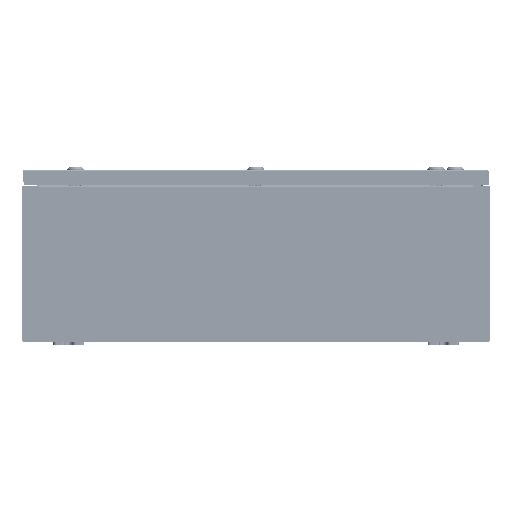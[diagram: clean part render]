
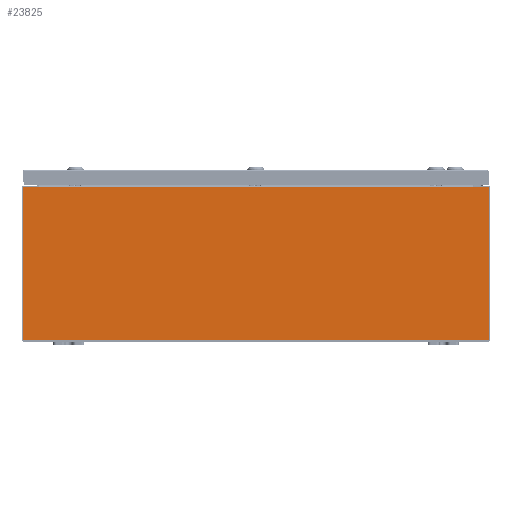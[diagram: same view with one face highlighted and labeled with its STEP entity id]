
A CAD part, front view. The second image highlights one B-rep face of the part: STEP entity #23825.
In plain terms, the highlighted face is planar.
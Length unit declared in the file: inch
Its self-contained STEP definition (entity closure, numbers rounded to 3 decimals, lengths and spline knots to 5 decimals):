
#878 = EDGE_CURVE ( 'NONE', #53011, #52316, #9885, .T. ) ;
#994 = DIRECTION ( 'NONE',  ( 0., 0., -1. ) ) ;
#1233 = DIRECTION ( 'NONE',  ( 0., 0., 1. ) ) ;
#3699 = PLANE ( 'NONE',  #61738 ) ;
#3902 = DIRECTION ( 'NONE',  ( 0., 0., -1. ) ) ;
#6010 = EDGE_CURVE ( 'NONE', #61993, #12952, #23175, .T. ) ;
#6600 = CARTESIAN_POINT ( 'NONE',  ( 13.92455, 0., 4.87495 ) ) ;
#6713 = VECTOR ( 'NONE', #10261, 39.37008 ) ;
#7457 = DIRECTION ( 'NONE',  ( 1., 0., 0. ) ) ;
#8647 = ORIENTED_EDGE ( 'NONE', *, *, #54345, .T. ) ;
#9885 = LINE ( 'NONE', #32440, #62140 ) ;
#10261 = DIRECTION ( 'NONE',  ( 0., 0., -1. ) ) ;
#11394 = LINE ( 'NONE', #20463, #65235 ) ;
#12455 = ORIENTED_EDGE ( 'NONE', *, *, #59403, .F. ) ;
#12851 = CIRCLE ( 'NONE', #30501, 0.01867 ) ;
#12952 = VERTEX_POINT ( 'NONE', #44826 ) ;
#13987 = VERTEX_POINT ( 'NONE', #6600 ) ;
#14530 = CARTESIAN_POINT ( 'NONE',  ( -13.8872, 0., 4.9123 ) ) ;
#14534 = LINE ( 'NONE', #60220, #39829 ) ;
#15033 = ORIENTED_EDGE ( 'NONE', *, *, #64014, .T. ) ;
#15961 = CARTESIAN_POINT ( 'NONE',  ( 13.8872, 0., 4.9123 ) ) ;
#16280 = CARTESIAN_POINT ( 'NONE',  ( 13.92455, 0., 0. ) ) ;
#18667 = LINE ( 'NONE', #45423, #6713 ) ;
#18841 = VECTOR ( 'NONE', #1233, 39.37008 ) ;
#19060 = CARTESIAN_POINT ( 'NONE',  ( 0., 0., 0. ) ) ;
#19270 = CARTESIAN_POINT ( 'NONE',  ( -14.9253, 0., 4.9253 ) ) ;
#20463 = CARTESIAN_POINT ( 'NONE',  ( -13.8872, 0., 4.9123 ) ) ;
#21289 = FACE_OUTER_BOUND ( 'NONE', #49417, .T. ) ;
#21574 = LINE ( 'NONE', #22838, #31837 ) ;
#21930 = VERTEX_POINT ( 'NONE', #15961 ) ;
#22382 = CARTESIAN_POINT ( 'NONE',  ( -13.92455, 0., 4.87495 ) ) ;
#22838 = CARTESIAN_POINT ( 'NONE',  ( -13.8872, 0., 0. ) ) ;
#23154 = ORIENTED_EDGE ( 'NONE', *, *, #55939, .F. ) ;
#23175 = LINE ( 'NONE', #39884, #48393 ) ;
#23388 = VERTEX_POINT ( 'NONE', #30203 ) ;
#23825 = ADVANCED_FACE ( 'NONE', ( #21289 ), #3699, .F. ) ;
#24584 = ORIENTED_EDGE ( 'NONE', *, *, #44985, .F. ) ;
#24998 = CARTESIAN_POINT ( 'NONE',  ( -13.92455, 0., 4.9253 ) ) ;
#25265 = VERTEX_POINT ( 'NONE', #22382 ) ;
#25558 = DIRECTION ( 'NONE',  ( 1., 0., 0. ) ) ;
#25592 = DIRECTION ( 'NONE',  ( -1., 0., 0. ) ) ;
#26029 = CARTESIAN_POINT ( 'NONE',  ( -14.9253, 0., -4.9253 ) ) ;
#26880 = CARTESIAN_POINT ( 'NONE',  ( -13.90588, 0., 4.87495 ) ) ;
#30203 = CARTESIAN_POINT ( 'NONE',  ( 13.8872, 0., 4.87495 ) ) ;
#30501 = AXIS2_PLACEMENT_3D ( 'NONE', #26880, #62209, #31927 ) ;
#31148 = VECTOR ( 'NONE', #50026, 39.37008 ) ;
#31379 = DIRECTION ( 'NONE',  ( 0., 1., 0. ) ) ;
#31837 = VECTOR ( 'NONE', #43063, 39.37008 ) ;
#31895 = VERTEX_POINT ( 'NONE', #42711 ) ;
#31927 = DIRECTION ( 'NONE',  ( 0., 0., -1. ) ) ;
#32234 = LINE ( 'NONE', #16280, #59064 ) ;
#32440 = CARTESIAN_POINT ( 'NONE',  ( -14.9253, 0., 4.9253 ) ) ;
#33078 = VECTOR ( 'NONE', #25592, 39.37008 ) ;
#34315 = DIRECTION ( 'NONE',  ( 0., -1., 0. ) ) ;
#34583 = CARTESIAN_POINT ( 'NONE',  ( 13.92455, 0., 4.9253 ) ) ;
#36597 = DIRECTION ( 'NONE',  ( 0., 0., -1. ) ) ;
#36647 = ORIENTED_EDGE ( 'NONE', *, *, #41377, .T. ) ;
#37886 = CARTESIAN_POINT ( 'NONE',  ( 14.9253, 0., -4.9253 ) ) ;
#39031 = ORIENTED_EDGE ( 'NONE', *, *, #55547, .F. ) ;
#39337 = EDGE_CURVE ( 'NONE', #58295, #64529, #58345, .T. ) ;
#39829 = VECTOR ( 'NONE', #65366, 39.37008 ) ;
#39884 = CARTESIAN_POINT ( 'NONE',  ( -14.9253, 0., 4.9253 ) ) ;
#41313 = AXIS2_PLACEMENT_3D ( 'NONE', #61635, #31379, #994 ) ;
#41377 = EDGE_CURVE ( 'NONE', #12952, #58295, #18667, .T. ) ;
#42711 = CARTESIAN_POINT ( 'NONE',  ( -13.8872, 0., 4.87495 ) ) ;
#43063 = DIRECTION ( 'NONE',  ( 0., 0., -1. ) ) ;
#44826 = CARTESIAN_POINT ( 'NONE',  ( 14.9253, 0., 4.9253 ) ) ;
#44985 = EDGE_CURVE ( 'NONE', #31895, #25265, #12851, .T. ) ;
#45075 = CARTESIAN_POINT ( 'NONE',  ( -14.9253, 0., -4.9253 ) ) ;
#45423 = CARTESIAN_POINT ( 'NONE',  ( 14.9253, 0., 4.9253 ) ) ;
#46096 = ORIENTED_EDGE ( 'NONE', *, *, #39337, .T. ) ;
#48291 = VERTEX_POINT ( 'NONE', #14530 ) ;
#48393 = VECTOR ( 'NONE', #7457, 39.37008 ) ;
#48587 = ORIENTED_EDGE ( 'NONE', *, *, #878, .T. ) ;
#49143 = CIRCLE ( 'NONE', #41313, 0.01867 ) ;
#49417 = EDGE_LOOP ( 'NONE', ( #57829, #24584, #39031, #15033, #12455, #23154, #62484, #53804, #36647, #46096, #8647, #48587 ) ) ;
#50026 = DIRECTION ( 'NONE',  ( 0., 0., 1. ) ) ;
#52045 = EDGE_CURVE ( 'NONE', #25265, #52316, #14534, .T. ) ;
#52316 = VERTEX_POINT ( 'NONE', #24998 ) ;
#53011 = VERTEX_POINT ( 'NONE', #19270 ) ;
#53804 = ORIENTED_EDGE ( 'NONE', *, *, #6010, .T. ) ;
#54345 = EDGE_CURVE ( 'NONE', #64529, #53011, #58008, .T. ) ;
#55547 = EDGE_CURVE ( 'NONE', #48291, #31895, #21574, .T. ) ;
#55939 = EDGE_CURVE ( 'NONE', #13987, #23388, #49143, .T. ) ;
#55971 = LINE ( 'NONE', #56745, #18841 ) ;
#56745 = CARTESIAN_POINT ( 'NONE',  ( 13.8872, 0., 0. ) ) ;
#57829 = ORIENTED_EDGE ( 'NONE', *, *, #52045, .F. ) ;
#58008 = LINE ( 'NONE', #65349, #31148 ) ;
#58295 = VERTEX_POINT ( 'NONE', #37886 ) ;
#58345 = LINE ( 'NONE', #26029, #33078 ) ;
#59064 = VECTOR ( 'NONE', #36597, 39.37008 ) ;
#59403 = EDGE_CURVE ( 'NONE', #23388, #21930, #55971, .T. ) ;
#59856 = DIRECTION ( 'NONE',  ( 1., 0., 0. ) ) ;
#60195 = EDGE_CURVE ( 'NONE', #61993, #13987, #32234, .T. ) ;
#60220 = CARTESIAN_POINT ( 'NONE',  ( -13.92455, 0., 0. ) ) ;
#61635 = CARTESIAN_POINT ( 'NONE',  ( 13.90588, 0., 4.87495 ) ) ;
#61738 = AXIS2_PLACEMENT_3D ( 'NONE', #19060, #34315, #3902 ) ;
#61993 = VERTEX_POINT ( 'NONE', #34583 ) ;
#62140 = VECTOR ( 'NONE', #59856, 39.37008 ) ;
#62209 = DIRECTION ( 'NONE',  ( 0., 1., 0. ) ) ;
#62484 = ORIENTED_EDGE ( 'NONE', *, *, #60195, .F. ) ;
#64014 = EDGE_CURVE ( 'NONE', #48291, #21930, #11394, .T. ) ;
#64529 = VERTEX_POINT ( 'NONE', #45075 ) ;
#65235 = VECTOR ( 'NONE', #25558, 39.37008 ) ;
#65349 = CARTESIAN_POINT ( 'NONE',  ( -14.9253, 0., 4.9253 ) ) ;
#65366 = DIRECTION ( 'NONE',  ( 0., 0., 1. ) ) ;
